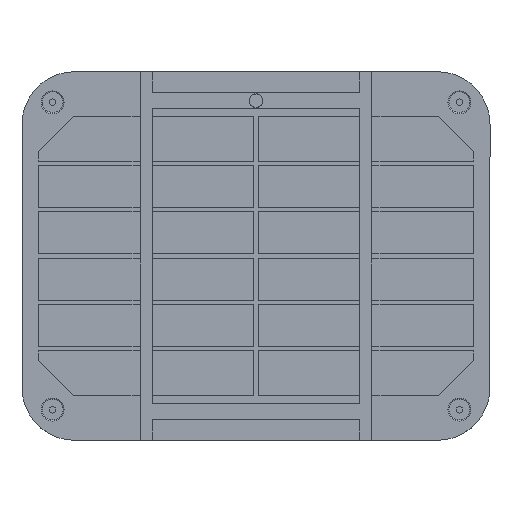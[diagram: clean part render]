
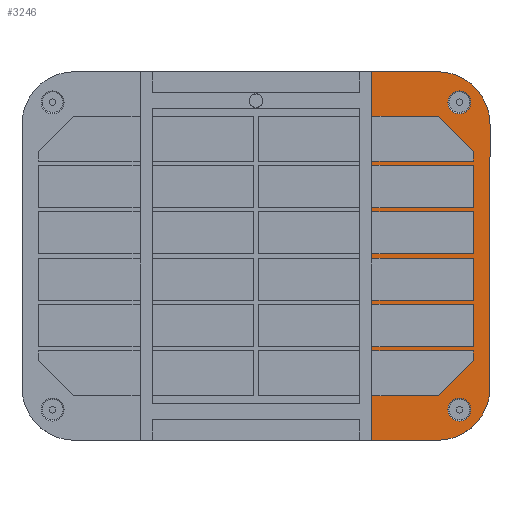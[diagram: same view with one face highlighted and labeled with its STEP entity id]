
A CAD part, top view. The second image highlights one B-rep face of the part: STEP entity #3246.
In plain terms, the highlighted planar face has unit normal (0, 0, 1).
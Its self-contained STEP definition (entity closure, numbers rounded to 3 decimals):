
#103=FACE_BOUND('',#492,.T.);
#104=FACE_BOUND('',#493,.T.);
#142=CIRCLE('',#3428,12.7);
#143=CIRCLE('',#3429,12.7);
#144=CIRCLE('',#3430,2.75);
#145=CIRCLE('',#3431,2.75);
#314=FACE_OUTER_BOUND('',#491,.T.);
#491=EDGE_LOOP('',(#2629,#2630,#2631,#2632,#2633,#2634,#2635,#2636,#2637,
#2638,#2639,#2640,#2641,#2642,#2643,#2644,#2645,#2646,#2647,#2648,#2649,
#2650,#2651,#2652,#2653,#2654,#2655,#2656,#2657,#2658,#2659,#2660));
#492=EDGE_LOOP('',(#2661));
#493=EDGE_LOOP('',(#2662));
#652=LINE('',#4502,#1034);
#656=LINE('',#4510,#1038);
#660=LINE('',#4518,#1042);
#664=LINE('',#4526,#1046);
#668=LINE('',#4534,#1050);
#672=LINE('',#4542,#1054);
#676=LINE('',#4549,#1058);
#784=LINE('',#4767,#1166);
#800=LINE('',#4798,#1182);
#813=LINE('',#4825,#1195);
#828=LINE('',#4854,#1210);
#841=LINE('',#4881,#1223);
#856=LINE('',#4910,#1238);
#869=LINE('',#4937,#1251);
#884=LINE('',#4966,#1266);
#898=LINE('',#4995,#1280);
#913=LINE('',#5024,#1295);
#916=LINE('',#5031,#1298);
#940=LINE('',#5068,#1322);
#941=LINE('',#5072,#1323);
#942=LINE('',#5075,#1324);
#943=LINE('',#5077,#1325);
#944=LINE('',#5079,#1326);
#945=LINE('',#5080,#1327);
#946=LINE('',#5081,#1328);
#947=LINE('',#5082,#1329);
#948=LINE('',#5083,#1330);
#949=LINE('',#5084,#1331);
#950=LINE('',#5086,#1332);
#951=LINE('',#5087,#1333);
#1034=VECTOR('',#3616,1.);
#1038=VECTOR('',#3620,1.);
#1042=VECTOR('',#3624,1.);
#1046=VECTOR('',#3628,1.);
#1050=VECTOR('',#3632,1.);
#1054=VECTOR('',#3636,10.725);
#1058=VECTOR('',#3640,10.725);
#1166=VECTOR('',#3792,16.);
#1182=VECTOR('',#3820,24.5);
#1195=VECTOR('',#3845,24.5);
#1210=VECTOR('',#3872,24.5);
#1223=VECTOR('',#3897,24.5);
#1238=VECTOR('',#3924,24.5);
#1251=VECTOR('',#3949,24.5);
#1266=VECTOR('',#3976,24.5);
#1280=VECTOR('',#4002,24.5);
#1295=VECTOR('',#4029,24.5);
#1298=VECTOR('',#4036,24.5);
#1322=VECTOR('',#4070,15.8);
#1323=VECTOR('',#4073,63.6);
#1324=VECTOR('',#4076,15.8);
#1325=VECTOR('',#4077,16.);
#1326=VECTOR('',#4078,12.021);
#1327=VECTOR('',#4079,2.375);
#1328=VECTOR('',#4080,10.2);
#1329=VECTOR('',#4081,10.2);
#1330=VECTOR('',#4082,10.2);
#1331=VECTOR('',#4083,10.2);
#1332=VECTOR('',#4084,2.375);
#1333=VECTOR('',#4085,12.021);
#1414=VERTEX_POINT('',#4495);
#1416=VERTEX_POINT('',#4499);
#1417=VERTEX_POINT('',#4501);
#1420=VERTEX_POINT('',#4507);
#1421=VERTEX_POINT('',#4509);
#1424=VERTEX_POINT('',#4515);
#1425=VERTEX_POINT('',#4517);
#1428=VERTEX_POINT('',#4523);
#1429=VERTEX_POINT('',#4525);
#1432=VERTEX_POINT('',#4531);
#1433=VERTEX_POINT('',#4533);
#1436=VERTEX_POINT('',#4539);
#1437=VERTEX_POINT('',#4541);
#1440=VERTEX_POINT('',#4547);
#1528=VERTEX_POINT('',#4766);
#1537=VERTEX_POINT('',#4796);
#1545=VERTEX_POINT('',#4824);
#1553=VERTEX_POINT('',#4852);
#1561=VERTEX_POINT('',#4880);
#1569=VERTEX_POINT('',#4908);
#1577=VERTEX_POINT('',#4936);
#1585=VERTEX_POINT('',#4964);
#1594=VERTEX_POINT('',#4994);
#1602=VERTEX_POINT('',#5022);
#1604=VERTEX_POINT('',#5030);
#1612=VERTEX_POINT('',#5067);
#1613=VERTEX_POINT('',#5069);
#1614=VERTEX_POINT('',#5071);
#1615=VERTEX_POINT('',#5073);
#1616=VERTEX_POINT('',#5076);
#1617=VERTEX_POINT('',#5078);
#1618=VERTEX_POINT('',#5085);
#1619=VERTEX_POINT('',#5088);
#1620=VERTEX_POINT('',#5090);
#1723=EDGE_CURVE('',#1417,#1416,#652,.T.);
#1727=EDGE_CURVE('',#1421,#1420,#656,.T.);
#1731=EDGE_CURVE('',#1425,#1424,#660,.T.);
#1735=EDGE_CURVE('',#1429,#1428,#664,.T.);
#1739=EDGE_CURVE('',#1433,#1432,#668,.T.);
#1743=EDGE_CURVE('',#1437,#1436,#672,.T.);
#1747=EDGE_CURVE('',#1414,#1440,#676,.T.);
#1856=EDGE_CURVE('',#1528,#1414,#784,.T.);
#1872=EDGE_CURVE('',#1416,#1537,#800,.T.);
#1885=EDGE_CURVE('',#1545,#1417,#813,.T.);
#1900=EDGE_CURVE('',#1420,#1553,#828,.T.);
#1913=EDGE_CURVE('',#1561,#1421,#841,.T.);
#1928=EDGE_CURVE('',#1424,#1569,#856,.T.);
#1941=EDGE_CURVE('',#1577,#1425,#869,.T.);
#1956=EDGE_CURVE('',#1428,#1585,#884,.T.);
#1970=EDGE_CURVE('',#1594,#1429,#898,.T.);
#1985=EDGE_CURVE('',#1432,#1602,#913,.T.);
#1988=EDGE_CURVE('',#1604,#1433,#916,.T.);
#2012=EDGE_CURVE('',#1440,#1612,#940,.T.);
#2013=EDGE_CURVE('',#1613,#1612,#142,.T.);
#2014=EDGE_CURVE('',#1613,#1614,#941,.T.);
#2015=EDGE_CURVE('',#1615,#1614,#143,.T.);
#2016=EDGE_CURVE('',#1615,#1437,#942,.T.);
#2017=EDGE_CURVE('',#1436,#1616,#943,.T.);
#2018=EDGE_CURVE('',#1616,#1617,#944,.T.);
#2019=EDGE_CURVE('',#1617,#1604,#945,.T.);
#2020=EDGE_CURVE('',#1602,#1594,#946,.T.);
#2021=EDGE_CURVE('',#1585,#1577,#947,.T.);
#2022=EDGE_CURVE('',#1569,#1561,#948,.T.);
#2023=EDGE_CURVE('',#1553,#1545,#949,.T.);
#2024=EDGE_CURVE('',#1537,#1618,#950,.T.);
#2025=EDGE_CURVE('',#1618,#1528,#951,.T.);
#2026=EDGE_CURVE('',#1619,#1619,#144,.T.);
#2027=EDGE_CURVE('',#1620,#1620,#145,.T.);
#2629=ORIENTED_EDGE('',*,*,#1747,.T.);
#2630=ORIENTED_EDGE('',*,*,#2012,.T.);
#2631=ORIENTED_EDGE('',*,*,#2013,.F.);
#2632=ORIENTED_EDGE('',*,*,#2014,.T.);
#2633=ORIENTED_EDGE('',*,*,#2015,.F.);
#2634=ORIENTED_EDGE('',*,*,#2016,.T.);
#2635=ORIENTED_EDGE('',*,*,#1743,.T.);
#2636=ORIENTED_EDGE('',*,*,#2017,.T.);
#2637=ORIENTED_EDGE('',*,*,#2018,.T.);
#2638=ORIENTED_EDGE('',*,*,#2019,.T.);
#2639=ORIENTED_EDGE('',*,*,#1988,.T.);
#2640=ORIENTED_EDGE('',*,*,#1739,.T.);
#2641=ORIENTED_EDGE('',*,*,#1985,.T.);
#2642=ORIENTED_EDGE('',*,*,#2020,.T.);
#2643=ORIENTED_EDGE('',*,*,#1970,.T.);
#2644=ORIENTED_EDGE('',*,*,#1735,.T.);
#2645=ORIENTED_EDGE('',*,*,#1956,.T.);
#2646=ORIENTED_EDGE('',*,*,#2021,.T.);
#2647=ORIENTED_EDGE('',*,*,#1941,.T.);
#2648=ORIENTED_EDGE('',*,*,#1731,.T.);
#2649=ORIENTED_EDGE('',*,*,#1928,.T.);
#2650=ORIENTED_EDGE('',*,*,#2022,.T.);
#2651=ORIENTED_EDGE('',*,*,#1913,.T.);
#2652=ORIENTED_EDGE('',*,*,#1727,.T.);
#2653=ORIENTED_EDGE('',*,*,#1900,.T.);
#2654=ORIENTED_EDGE('',*,*,#2023,.T.);
#2655=ORIENTED_EDGE('',*,*,#1885,.T.);
#2656=ORIENTED_EDGE('',*,*,#1723,.T.);
#2657=ORIENTED_EDGE('',*,*,#1872,.T.);
#2658=ORIENTED_EDGE('',*,*,#2024,.T.);
#2659=ORIENTED_EDGE('',*,*,#2025,.T.);
#2660=ORIENTED_EDGE('',*,*,#1856,.T.);
#2661=ORIENTED_EDGE('',*,*,#2026,.T.);
#2662=ORIENTED_EDGE('',*,*,#2027,.T.);
#3107=PLANE('',#3427);
#3246=ADVANCED_FACE('',(#314,#103,#104),#3107,.T.);
#3427=AXIS2_PLACEMENT_3D('',#5066,#4068,#4069);
#3428=AXIS2_PLACEMENT_3D('',#5070,#4071,#4072);
#3429=AXIS2_PLACEMENT_3D('',#5074,#4074,#4075);
#3430=AXIS2_PLACEMENT_3D('',#5089,#4086,#4087);
#3431=AXIS2_PLACEMENT_3D('',#5091,#4088,#4089);
#3616=DIRECTION('',(0.,-1.,0.));
#3620=DIRECTION('',(0.,-1.,0.));
#3624=DIRECTION('',(0.,-1.,0.));
#3628=DIRECTION('',(0.,-1.,0.));
#3632=DIRECTION('',(0.,-1.,0.));
#3636=DIRECTION('',(0.,-1.,0.));
#3640=DIRECTION('',(0.,-1.,0.));
#3792=DIRECTION('',(-1.,0.,0.));
#3820=DIRECTION('',(1.,0.,0.));
#3845=DIRECTION('',(-1.,0.,0.));
#3872=DIRECTION('',(1.,0.,0.));
#3897=DIRECTION('',(-1.,0.,0.));
#3924=DIRECTION('',(1.,0.,0.));
#3949=DIRECTION('',(-1.,0.,0.));
#3976=DIRECTION('',(1.,0.,0.));
#4002=DIRECTION('',(-1.,0.,0.));
#4029=DIRECTION('',(1.,0.,0.));
#4036=DIRECTION('',(-1.,0.,0.));
#4068=DIRECTION('center_axis',(0.,0.,1.));
#4069=DIRECTION('ref_axis',(1.,0.,0.));
#4070=DIRECTION('',(1.,0.,0.));
#4071=DIRECTION('center_axis',(0.,0.,-1.));
#4072=DIRECTION('ref_axis',(0.707,-0.707,0.));
#4073=DIRECTION('',(0.,1.,0.));
#4074=DIRECTION('center_axis',(0.,0.,-1.));
#4075=DIRECTION('ref_axis',(0.707,0.707,0.));
#4076=DIRECTION('',(-1.,0.,0.));
#4077=DIRECTION('',(1.,0.,0.));
#4078=DIRECTION('',(0.707,-0.707,0.));
#4079=DIRECTION('',(0.,-1.,0.));
#4080=DIRECTION('',(0.,-1.,0.));
#4081=DIRECTION('',(0.,-1.,0.));
#4082=DIRECTION('',(0.,-1.,0.));
#4083=DIRECTION('',(0.,-1.,0.));
#4084=DIRECTION('',(0.,-1.,0.));
#4085=DIRECTION('',(-0.707,-0.707,0.));
#4086=DIRECTION('center_axis',(0.,0.,-1.));
#4087=DIRECTION('ref_axis',(1.,0.,0.));
#4088=DIRECTION('center_axis',(0.,0.,-1.));
#4089=DIRECTION('ref_axis',(1.,0.,0.));
#4495=CARTESIAN_POINT('',(28.,-33.775,3.));
#4499=CARTESIAN_POINT('',(28.,-22.9,3.));
#4501=CARTESIAN_POINT('',(28.,-21.9,3.));
#4502=CARTESIAN_POINT('',(28.,-22.25,3.));
#4507=CARTESIAN_POINT('',(28.,-11.7,3.));
#4509=CARTESIAN_POINT('',(28.,-10.7,3.));
#4510=CARTESIAN_POINT('',(28.,-22.25,3.));
#4515=CARTESIAN_POINT('',(28.,-0.5,3.));
#4517=CARTESIAN_POINT('',(28.,0.5,3.));
#4518=CARTESIAN_POINT('',(28.,-22.25,3.));
#4523=CARTESIAN_POINT('',(28.,10.7,3.));
#4525=CARTESIAN_POINT('',(28.,11.7,3.));
#4526=CARTESIAN_POINT('',(28.,-22.25,3.));
#4531=CARTESIAN_POINT('',(28.,21.9,3.));
#4533=CARTESIAN_POINT('',(28.,22.9,3.));
#4534=CARTESIAN_POINT('',(28.,-22.25,3.));
#4539=CARTESIAN_POINT('',(28.,33.775,3.));
#4541=CARTESIAN_POINT('',(28.,44.5,3.));
#4542=CARTESIAN_POINT('',(28.,-22.25,3.));
#4547=CARTESIAN_POINT('',(28.,-44.5,3.));
#4549=CARTESIAN_POINT('',(28.,-22.25,3.));
#4766=CARTESIAN_POINT('',(44.,-33.775,3.));
#4767=CARTESIAN_POINT('',(0.25,-33.775,3.));
#4796=CARTESIAN_POINT('',(52.5,-22.9,3.));
#4798=CARTESIAN_POINT('',(26.25,-22.9,3.));
#4824=CARTESIAN_POINT('',(52.5,-21.9,3.));
#4825=CARTESIAN_POINT('',(0.25,-21.9,3.));
#4852=CARTESIAN_POINT('',(52.5,-11.7,3.));
#4854=CARTESIAN_POINT('',(26.25,-11.7,3.));
#4880=CARTESIAN_POINT('',(52.5,-10.7,3.));
#4881=CARTESIAN_POINT('',(0.25,-10.7,3.));
#4908=CARTESIAN_POINT('',(52.5,-0.5,3.));
#4910=CARTESIAN_POINT('',(26.25,-0.5,3.));
#4936=CARTESIAN_POINT('',(52.5,0.5,3.));
#4937=CARTESIAN_POINT('',(26.25,0.5,3.));
#4964=CARTESIAN_POINT('',(52.5,10.7,3.));
#4966=CARTESIAN_POINT('',(0.25,10.7,3.));
#4994=CARTESIAN_POINT('',(52.5,11.7,3.));
#4995=CARTESIAN_POINT('',(26.25,11.7,3.));
#5022=CARTESIAN_POINT('',(52.5,21.9,3.));
#5024=CARTESIAN_POINT('',(0.25,21.9,3.));
#5030=CARTESIAN_POINT('',(52.5,22.9,3.));
#5031=CARTESIAN_POINT('',(26.25,22.9,3.));
#5066=CARTESIAN_POINT('Origin',(0.,0.,
3.));
#5067=CARTESIAN_POINT('',(43.8,-44.5,3.));
#5068=CARTESIAN_POINT('',(56.5,-44.5,3.));
#5069=CARTESIAN_POINT('',(56.5,-31.8,3.));
#5070=CARTESIAN_POINT('Origin',(43.8,-31.8,3.));
#5071=CARTESIAN_POINT('',(56.5,31.8,3.));
#5072=CARTESIAN_POINT('',(56.5,44.5,3.));
#5073=CARTESIAN_POINT('',(43.8,44.5,3.));
#5074=CARTESIAN_POINT('Origin',(43.8,31.8,3.));
#5075=CARTESIAN_POINT('',(-56.5,44.5,3.));
#5076=CARTESIAN_POINT('',(44.,33.775,3.));
#5077=CARTESIAN_POINT('',(0.25,33.775,3.));
#5078=CARTESIAN_POINT('',(52.5,25.275,3.));
#5079=CARTESIAN_POINT('',(41.444,36.331,3.));
#5080=CARTESIAN_POINT('',(52.5,12.638,3.));
#5081=CARTESIAN_POINT('',(52.5,10.95,3.));
#5082=CARTESIAN_POINT('',(52.5,5.35,3.));
#5083=CARTESIAN_POINT('',(52.5,-5.35,3.));
#5084=CARTESIAN_POINT('',(52.5,-10.95,3.));
#5085=CARTESIAN_POINT('',(52.5,-25.275,3.));
#5086=CARTESIAN_POINT('',(52.5,-12.638,3.));
#5087=CARTESIAN_POINT('',(41.444,-36.331,3.));
#5088=CARTESIAN_POINT('',(51.85,-37.1,3.));
#5089=CARTESIAN_POINT('Origin',(49.1,-37.1,3.));
#5090=CARTESIAN_POINT('',(51.85,37.1,3.));
#5091=CARTESIAN_POINT('Origin',(49.1,37.1,3.));
